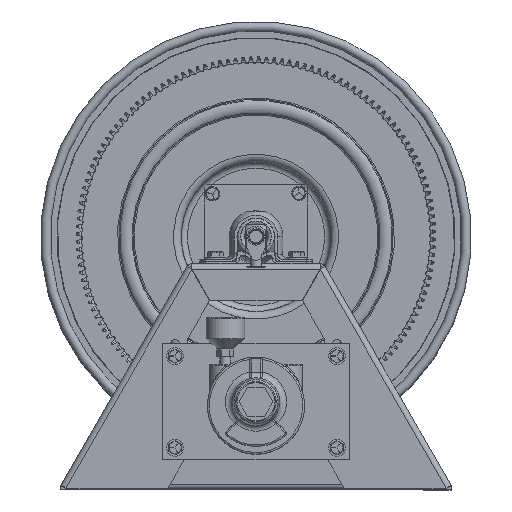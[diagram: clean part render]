
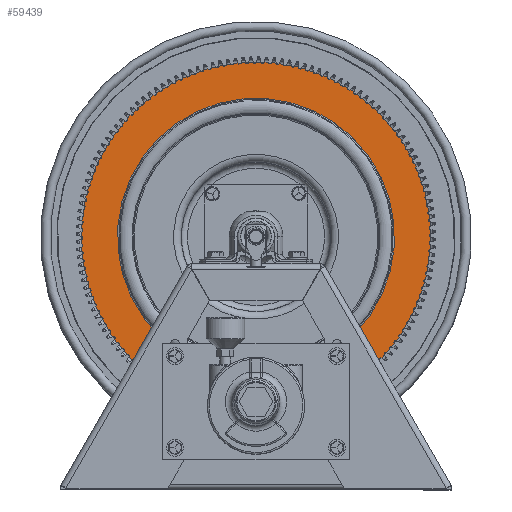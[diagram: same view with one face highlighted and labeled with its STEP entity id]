
A CAD part, top view. The second image highlights one B-rep face of the part: STEP entity #59439.
In plain terms, the highlighted planar face has unit normal (0, 0, 1).
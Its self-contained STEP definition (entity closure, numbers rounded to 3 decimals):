
#1338=FACE_BOUND('',#7951,.T.);
#3845=PLANE('',#63086);
#5004=FACE_OUTER_BOUND('',#7950,.T.);
#7950=EDGE_LOOP('',(#41357,#41358));
#7951=EDGE_LOOP('',(#41359,#41360));
#19559=CIRCLE('',#63083,5.667);
#19561=CIRCLE('',#63085,5.667);
#19562=CIRCLE('',#63087,7.159);
#19563=CIRCLE('',#63088,7.159);
#23093=VERTEX_POINT('',#90538);
#23094=VERTEX_POINT('',#90539);
#23095=VERTEX_POINT('',#90544);
#23096=VERTEX_POINT('',#90545);
#30513=EDGE_CURVE('',#23093,#23094,#19559,.T.);
#30515=EDGE_CURVE('',#23094,#23093,#19561,.T.);
#30516=EDGE_CURVE('',#23095,#23096,#19562,.T.);
#30517=EDGE_CURVE('',#23096,#23095,#19563,.T.);
#41357=ORIENTED_EDGE('',*,*,#30516,.T.);
#41358=ORIENTED_EDGE('',*,*,#30517,.T.);
#41359=ORIENTED_EDGE('',*,*,#30513,.F.);
#41360=ORIENTED_EDGE('',*,*,#30515,.F.);
#59439=ADVANCED_FACE('',(#5004,#1338),#3845,.T.);
#63083=AXIS2_PLACEMENT_3D('',#90540,#70361,#70362);
#63085=AXIS2_PLACEMENT_3D('',#90542,#70365,#70366);
#63086=AXIS2_PLACEMENT_3D('',#90543,#70367,#70368);
#63087=AXIS2_PLACEMENT_3D('',#90546,#70369,#70370);
#63088=AXIS2_PLACEMENT_3D('',#90547,#70371,#70372);
#70361=DIRECTION('center_axis',(0.,0.,
1.));
#70362=DIRECTION('ref_axis',(0.712,-0.702,0.));
#70365=DIRECTION('center_axis',(0.,0.,
1.));
#70366=DIRECTION('ref_axis',(0.712,-0.702,0.));
#70367=DIRECTION('center_axis',(0.,0.,
1.));
#70368=DIRECTION('ref_axis',(-0.702,-0.712,0.));
#70369=DIRECTION('center_axis',(0.,0.,
1.));
#70370=DIRECTION('ref_axis',(0.712,-0.702,0.));
#70371=DIRECTION('center_axis',(0.,0.,
1.));
#70372=DIRECTION('ref_axis',(0.712,-0.702,0.));
#90538=CARTESIAN_POINT('',(4.034,-2.762,14.048));
#90539=CARTESIAN_POINT('',(3.98,5.252,14.048));
#90540=CARTESIAN_POINT('Origin',(0.,1.218,14.048));
#90542=CARTESIAN_POINT('Origin',(0.,1.218,14.048));
#90543=CARTESIAN_POINT('Origin',(4.565,-3.286,14.048));
#90544=CARTESIAN_POINT('',(5.096,-3.81,14.048));
#90545=CARTESIAN_POINT('',(5.028,6.315,14.048));
#90546=CARTESIAN_POINT('Origin',(0.,1.218,14.048));
#90547=CARTESIAN_POINT('Origin',(0.,1.218,14.048));
